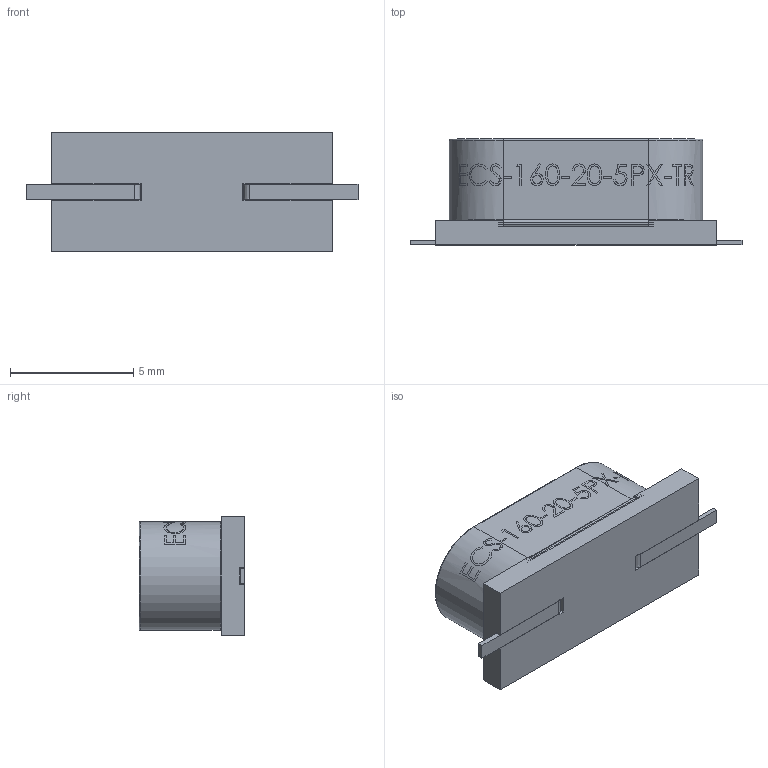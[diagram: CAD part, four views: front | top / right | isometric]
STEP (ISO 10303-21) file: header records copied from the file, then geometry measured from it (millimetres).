
FILE_DESCRIPTION (( 'STEP AP214' ), '1' );
FILE_NAME ('User Library-Crystal(ECS-160-20-5PX-TR).STEP', '2020-01-29T06:55:52', ( '' ), ( '' ), 'SwSTEP 2.0', 'SolidWorks 2019', '' );
FILE_SCHEMA (( 'AUTOMOTIVE_DESIGN' ));
Length unit declared in the file: millimetre
Products named in the file (1): User Library-Crystal(ECS-160-20-5PX-TR)
Bounding box: 13.48 x 4.3 x 4.8 mm (x, y, z)
Volume: 189.7 mm3; surface area: 344.6 mm2
Topology: 2 solids, 2 shells, 94 faces, 351 edges, 283 vertices
Faces by surface type: plane 59, cylinder 23, torus 8, bspline 4
Entity records: 5428 total; most frequent: CARTESIAN_POINT 1850, ORIENTED_EDGE 702, DIRECTION 390, EDGE_CURVE 351, VERTEX_POINT 283, B_SPLINE_CURVE_WITH_KNOTS 179, LINE 136, VECTOR 136
